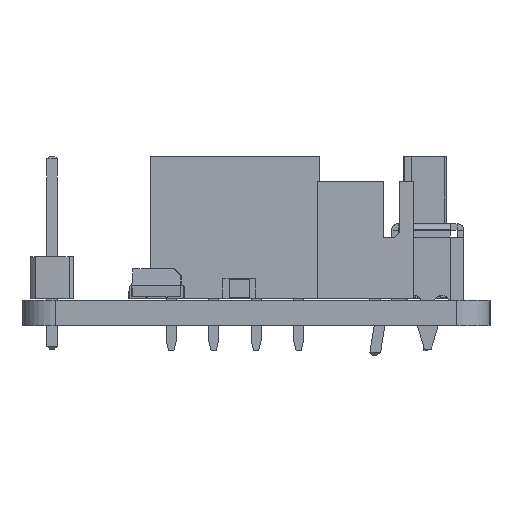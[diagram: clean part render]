
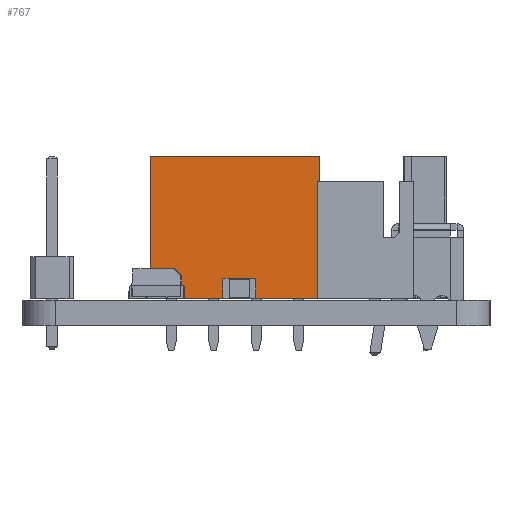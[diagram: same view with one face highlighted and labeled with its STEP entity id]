
A CAD part, left-side view. The second image highlights one B-rep face of the part: STEP entity #767.
In plain terms, the highlighted planar face has unit normal (-1, 0, 0).
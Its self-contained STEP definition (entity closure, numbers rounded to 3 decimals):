
#144 = VERTEX_POINT('',#145);
#145 = CARTESIAN_POINT('',(-1.27,-8.89,0.));
#153 = EDGE_CURVE('',#144,#154,#156,.T.);
#154 = VERTEX_POINT('',#155);
#155 = CARTESIAN_POINT('',(-1.27,-8.89,8.5));
#156 = LINE('',#157,#158);
#157 = CARTESIAN_POINT('',(-1.27,-8.89,0.));
#158 = VECTOR('',#159,1.);
#159 = DIRECTION('',(0.,0.,1.));
#216 = VERTEX_POINT('',#217);
#217 = CARTESIAN_POINT('',(-1.27,1.27,8.5));
#223 = EDGE_CURVE('',#224,#216,#226,.T.);
#224 = VERTEX_POINT('',#225);
#225 = CARTESIAN_POINT('',(-1.27,1.27,0.));
#226 = LINE('',#227,#228);
#227 = CARTESIAN_POINT('',(-1.27,1.27,0.));
#228 = VECTOR('',#229,1.);
#229 = DIRECTION('',(0.,0.,1.));
#288 = EDGE_CURVE('',#216,#154,#289,.T.);
#289 = LINE('',#290,#291);
#290 = CARTESIAN_POINT('',(-1.27,1.27,8.5));
#291 = VECTOR('',#292,1.);
#292 = DIRECTION('',(0.,-1.,0.));
#447 = EDGE_CURVE('',#224,#144,#448,.T.);
#448 = LINE('',#449,#450);
#449 = CARTESIAN_POINT('',(-1.27,1.27,0.));
#450 = VECTOR('',#451,1.);
#451 = DIRECTION('',(0.,-1.,0.));
#767 = ADVANCED_FACE('',(#768),#774,.F.);
#768 = FACE_BOUND('',#769,.F.);
#769 = EDGE_LOOP('',(#770,#771,#772,#773));
#770 = ORIENTED_EDGE('',*,*,#223,.T.);
#771 = ORIENTED_EDGE('',*,*,#288,.T.);
#772 = ORIENTED_EDGE('',*,*,#153,.F.);
#773 = ORIENTED_EDGE('',*,*,#447,.F.);
#774 = PLANE('',#775);
#775 = AXIS2_PLACEMENT_3D('',#776,#777,#778);
#776 = CARTESIAN_POINT('',(-1.27,1.27,0.));
#777 = DIRECTION('',(1.,0.,0.));
#778 = DIRECTION('',(0.,-1.,0.));
